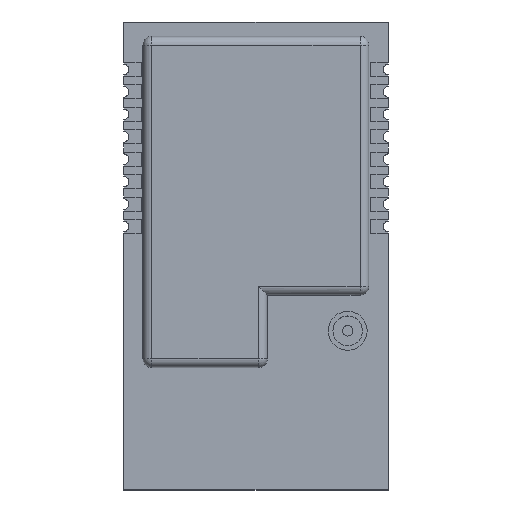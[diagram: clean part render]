
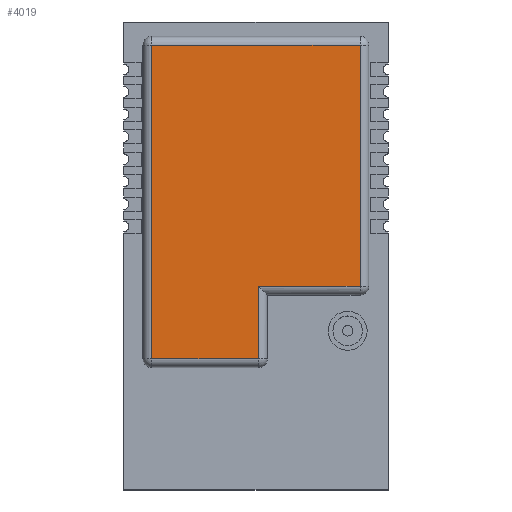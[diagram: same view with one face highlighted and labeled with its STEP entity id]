
A CAD part, top view. The second image highlights one B-rep face of the part: STEP entity #4019.
In plain terms, the highlighted planar face has unit normal (0, 0, 1).
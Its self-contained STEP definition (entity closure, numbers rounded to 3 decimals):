
#366=FACE_OUTER_BOUND('',#595,.T.);
#595=EDGE_LOOP('',(#3568,#3569,#3570,#3571,#3572,#3573));
#1075=LINE('',#6481,#1567);
#1079=LINE('',#6497,#1571);
#1083=LINE('',#6513,#1575);
#1086=LINE('',#6519,#1578);
#1087=LINE('',#6522,#1579);
#1089=LINE('',#6525,#1581);
#1567=VECTOR('',#5318,10.);
#1571=VECTOR('',#5336,10.);
#1575=VECTOR('',#5354,10.);
#1578=VECTOR('',#5359,10.);
#1579=VECTOR('',#5364,10.);
#1581=VECTOR('',#5368,10.);
#1922=VERTEX_POINT('',#6443);
#1927=VERTEX_POINT('',#6456);
#1932=VERTEX_POINT('',#6469);
#1937=VERTEX_POINT('',#6485);
#1942=VERTEX_POINT('',#6501);
#1947=VERTEX_POINT('',#6518);
#2465=EDGE_CURVE('',#1922,#1932,#1075,.T.);
#2473=EDGE_CURVE('',#1932,#1937,#1079,.T.);
#2481=EDGE_CURVE('',#1937,#1942,#1083,.T.);
#2484=EDGE_CURVE('',#1942,#1947,#1086,.T.);
#2486=EDGE_CURVE('',#1947,#1927,#1087,.T.);
#2488=EDGE_CURVE('',#1927,#1922,#1089,.T.);
#3568=ORIENTED_EDGE('',*,*,#2465,.F.);
#3569=ORIENTED_EDGE('',*,*,#2488,.F.);
#3570=ORIENTED_EDGE('',*,*,#2486,.F.);
#3571=ORIENTED_EDGE('',*,*,#2484,.F.);
#3572=ORIENTED_EDGE('',*,*,#2481,.F.);
#3573=ORIENTED_EDGE('',*,*,#2473,.F.);
#3793=PLANE('',#4334);
#4019=ADVANCED_FACE('',(#366),#3793,.T.);
#4334=AXIS2_PLACEMENT_3D('',#6537,#5382,#5383);
#5318=DIRECTION('',(0.,1.,0.));
#5336=DIRECTION('',(1.,0.,0.));
#5354=DIRECTION('',(0.,-1.,0.));
#5359=DIRECTION('',(-1.,0.,0.));
#5364=DIRECTION('',(0.,-1.,0.));
#5368=DIRECTION('',(-1.,0.,0.));
#5382=DIRECTION('center_axis',(0.,0.,1.));
#5383=DIRECTION('ref_axis',(1.,0.,0.));
#6443=CARTESIAN_POINT('',(-5.906,-5.821,2.1));
#6456=CARTESIAN_POINT('',(0.135,-5.821,2.1));
#6469=CARTESIAN_POINT('',(-5.906,11.932,2.1));
#6481=CARTESIAN_POINT('',(-5.906,7.744,2.1));
#6485=CARTESIAN_POINT('',(5.894,11.932,2.1));
#6497=CARTESIAN_POINT('',(3.194,11.932,2.1));
#6501=CARTESIAN_POINT('',(5.894,-1.715,2.1));
#6513=CARTESIAN_POINT('',(5.894,0.42,2.1));
#6518=CARTESIAN_POINT('',(0.135,-1.715,2.1));
#6519=CARTESIAN_POINT('',(0.315,-1.715,2.1));
#6522=CARTESIAN_POINT('',(0.135,-1.633,2.1));
#6525=CARTESIAN_POINT('',(-3.206,-5.821,2.1));
#6537=CARTESIAN_POINT('Origin',(-0.006,3.056,2.1));
